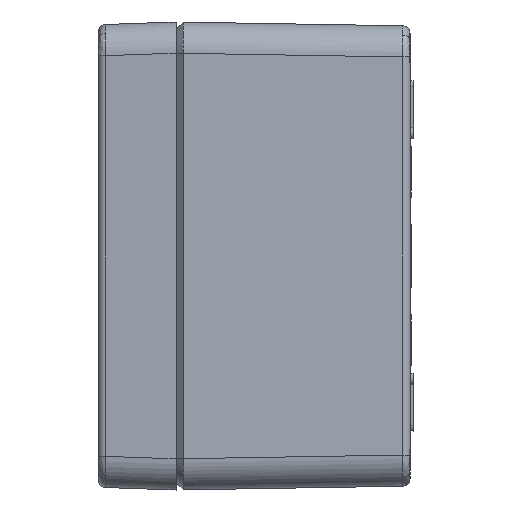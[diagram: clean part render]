
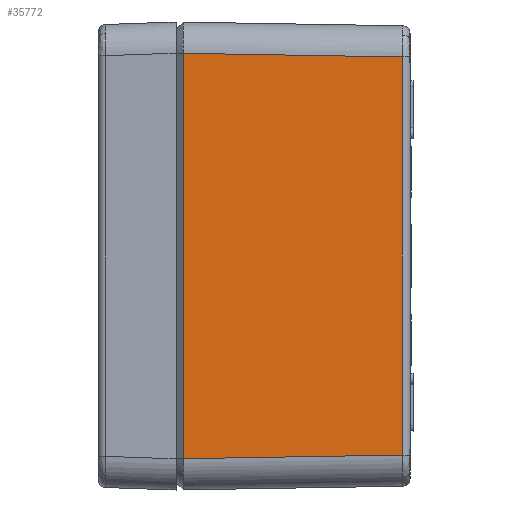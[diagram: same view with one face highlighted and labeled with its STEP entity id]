
A CAD part, left-side view. The second image highlights one B-rep face of the part: STEP entity #35772.
In plain terms, the highlighted planar face has unit normal (-1, -0.017, 0).
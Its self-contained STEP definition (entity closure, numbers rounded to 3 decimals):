
#3333=PLANE('',#38622);
#4327=LINE('',#74610,#6316);
#4328=LINE('',#74611,#6317);
#4329=LINE('',#74613,#6318);
#4330=LINE('',#74614,#6319);
#6316=VECTOR('',#43953,1000.);
#6317=VECTOR('',#43954,1000.);
#6318=VECTOR('',#43955,1000.);
#6319=VECTOR('',#43956,1000.);
#9177=FACE_OUTER_BOUND('',#11811,.T.);
#11811=EDGE_LOOP('',(#26899,#26900,#26901,#26902));
#16108=VERTEX_POINT('',#69053);
#16702=VERTEX_POINT('',#74608);
#16703=VERTEX_POINT('',#74609);
#16704=VERTEX_POINT('',#74612);
#20332=EDGE_CURVE('',#16702,#16703,#4327,.T.);
#20333=EDGE_CURVE('',#16703,#16108,#4328,.T.);
#20334=EDGE_CURVE('',#16108,#16704,#4329,.T.);
#20335=EDGE_CURVE('',#16704,#16702,#4330,.T.);
#26899=ORIENTED_EDGE('',*,*,#20332,.T.);
#26900=ORIENTED_EDGE('',*,*,#20333,.T.);
#26901=ORIENTED_EDGE('',*,*,#20334,.T.);
#26902=ORIENTED_EDGE('',*,*,#20335,.T.);
#35772=ADVANCED_FACE('',(#9177),#3333,.T.);
#38622=AXIS2_PLACEMENT_3D('',#74607,#43951,#43952);
#43951=DIRECTION('center_axis',(-1.,-0.017,
0.));
#43952=DIRECTION('ref_axis',(0.017,-1.,0.));
#43953=DIRECTION('',(0.017,-1.,0.017));
#43954=DIRECTION('',(0.,0.,1.));
#43955=DIRECTION('',(-0.017,1.,0.017));
#43956=DIRECTION('',(0.,0.,-1.));
#69053=CARTESIAN_POINT('',(-179.033,-58.033,51.034));
#74607=CARTESIAN_POINT('Origin',(-180.,0.,-60.));
#74608=CARTESIAN_POINT('',(-179.97,-1.8,-51.971));
#74609=CARTESIAN_POINT('',(-179.033,-58.033,-51.034));
#74610=CARTESIAN_POINT('',(-180.002,0.133,-52.003));
#74611=CARTESIAN_POINT('',(-179.033,-58.033,51.001));
#74612=CARTESIAN_POINT('',(-179.97,-1.8,51.971));
#74613=CARTESIAN_POINT('',(-179.969,-1.866,51.97));
#74614=CARTESIAN_POINT('',(-179.97,-1.8,-60.));
